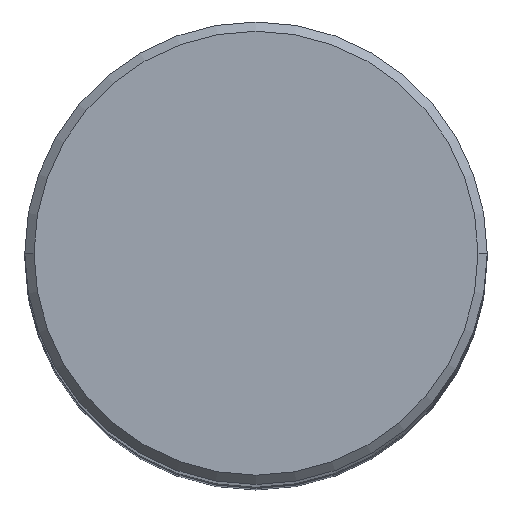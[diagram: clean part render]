
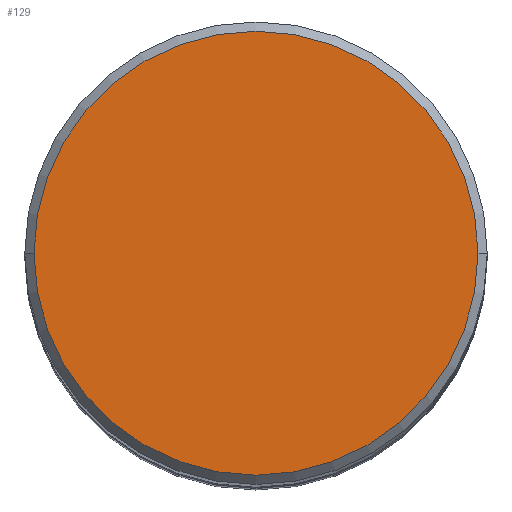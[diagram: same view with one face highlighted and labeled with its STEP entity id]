
A CAD part, top view. The second image highlights one B-rep face of the part: STEP entity #129.
In plain terms, the highlighted planar face has unit normal (0, 0, 1).
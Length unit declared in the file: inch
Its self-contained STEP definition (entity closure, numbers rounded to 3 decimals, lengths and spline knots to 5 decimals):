
#9 = DIRECTION ( 'NONE',  ( 1., 0., 0. ) ) ;
#82 = VERTEX_POINT ( 'NONE', #95 ) ;
#88 = EDGE_LOOP ( 'NONE', ( #268, #389 ) ) ;
#95 = CARTESIAN_POINT ( 'NONE',  ( -0.48, 0., 0. ) ) ;
#122 = AXIS2_PLACEMENT_3D ( 'NONE', #203, #196, #9 ) ;
#129 = ADVANCED_FACE ( 'NONE', ( #222 ), #130, .F. ) ;
#130 = PLANE ( 'NONE',  #555 ) ;
#141 = EDGE_CURVE ( 'NONE', #472, #82, #352, .T. ) ;
#164 = CIRCLE ( 'NONE', #122, 0.48 ) ;
#179 = DIRECTION ( 'NONE',  ( -1., 0., 0. ) ) ;
#184 = DIRECTION ( 'NONE',  ( 1., 0., 0. ) ) ;
#190 = DIRECTION ( 'NONE',  ( 0., 0., 1. ) ) ;
#196 = DIRECTION ( 'NONE',  ( 0., 0., 1. ) ) ;
#203 = CARTESIAN_POINT ( 'NONE',  ( 0., 0., 0. ) ) ;
#206 = CARTESIAN_POINT ( 'NONE',  ( 0.48, 0., 0. ) ) ;
#220 = AXIS2_PLACEMENT_3D ( 'NONE', #557, #190, #184 ) ;
#222 = FACE_OUTER_BOUND ( 'NONE', #88, .T. ) ;
#225 = CARTESIAN_POINT ( 'NONE',  ( 0., 0.48, 0. ) ) ;
#268 = ORIENTED_EDGE ( 'NONE', *, *, #300, .T. ) ;
#300 = EDGE_CURVE ( 'NONE', #82, #472, #164, .T. ) ;
#352 = CIRCLE ( 'NONE', #220, 0.48 ) ;
#389 = ORIENTED_EDGE ( 'NONE', *, *, #141, .T. ) ;
#472 = VERTEX_POINT ( 'NONE', #206 ) ;
#517 = DIRECTION ( 'NONE',  ( 0., 0., -1. ) ) ;
#555 = AXIS2_PLACEMENT_3D ( 'NONE', #225, #517, #179 ) ;
#557 = CARTESIAN_POINT ( 'NONE',  ( 0., 0., 0. ) ) ;
